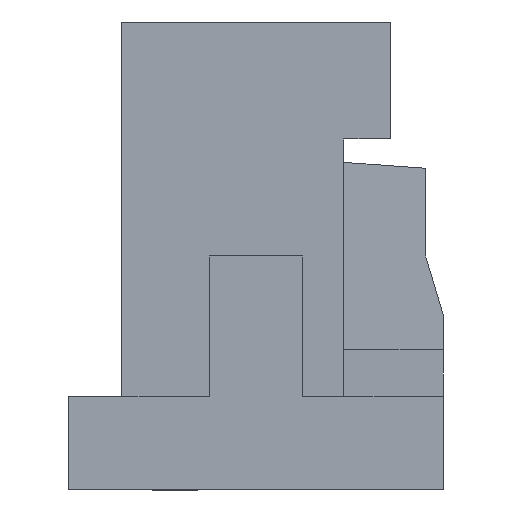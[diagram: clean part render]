
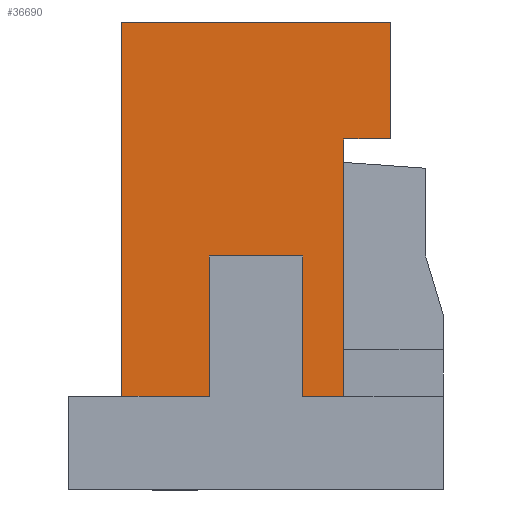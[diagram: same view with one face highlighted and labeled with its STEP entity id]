
A CAD part, left-side view. The second image highlights one B-rep face of the part: STEP entity #36690.
In plain terms, the highlighted planar face has unit normal (-1, 0, 0).
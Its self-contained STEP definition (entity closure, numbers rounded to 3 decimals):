
#4930=CARTESIAN_POINT('',(-2.131,-3.987,4.625));
#4940=DIRECTION('',(0.,-1.,0.));
#4950=VECTOR('',#4940,1.);
#4960=LINE('',#4930,#4950);
#4970=CARTESIAN_POINT('',(-2.131,-3.987,4.625));
#4980=VERTEX_POINT('',#4970);
#4990=CARTESIAN_POINT('',(-2.131,-6.287,4.625));
#5000=VERTEX_POINT('',#4990);
#5010=EDGE_CURVE('',#4980,#5000,#4960,.T.);
#11630=CARTESIAN_POINT('',(-2.131,-3.987,0.));
#11640=DIRECTION('',(0.,0.,-1.));
#11650=VECTOR('',#11640,1.);
#11660=LINE('',#11630,#11650);
#11670=CARTESIAN_POINT('',(-2.131,-3.987,1.425));
#11680=VERTEX_POINT('',#11670);
#11690=EDGE_CURVE('',#4980,#11680,#11660,.T.);
#15250=CARTESIAN_POINT('',(-2.131,-6.287,3.625));
#15260=VERTEX_POINT('',#15250);
#15510=CARTESIAN_POINT('',(-2.131,-5.887,3.625));
#15520=VERTEX_POINT('',#15510);
#15550=CARTESIAN_POINT('',(-2.131,0.,3.625));
#15560=DIRECTION('',(0.,1.,0.));
#15570=VECTOR('',#15560,1.);
#15580=LINE('',#15550,#15570);
#15590=EDGE_CURVE('',#15260,#15520,#15580,.T.);
#27040=CARTESIAN_POINT('',(-2.131,-5.887,1.425));
#27050=VERTEX_POINT('',#27040);
#27080=CARTESIAN_POINT('',(-2.131,-5.887,0.));
#27090=DIRECTION('',(0.,0.,1.));
#27100=VECTOR('',#27090,1.);
#27110=LINE('',#27080,#27100);
#27120=EDGE_CURVE('',#27050,#15520,#27110,.T.);
#28390=CARTESIAN_POINT('',(-2.131,-5.537,1.425));
#28400=VERTEX_POINT('',#28390);
#28450=CARTESIAN_POINT('',(-2.131,-5.887,1.425));
#28460=DIRECTION('',(0.,1.,0.));
#28470=VECTOR('',#28460,1.);
#28480=LINE('',#28450,#28470);
#28490=EDGE_CURVE('',#27050,#28400,#28480,.T.);
#28850=CARTESIAN_POINT('',(-2.131,-3.987,1.425));
#28860=DIRECTION('',(0.,-1.,0.));
#28870=VECTOR('',#28860,1.);
#28880=LINE('',#28850,#28870);
#28890=CARTESIAN_POINT('',(-2.131,-4.737,1.425));
#28900=VERTEX_POINT('',#28890);
#28910=EDGE_CURVE('',#11680,#28900,#28880,.T.);
#29160=CARTESIAN_POINT('',(-2.131,-4.737,0.));
#29170=DIRECTION('',(0.,0.,1.));
#29180=VECTOR('',#29170,1.);
#29190=LINE('',#29160,#29180);
#29200=CARTESIAN_POINT('',(-2.131,-4.737,2.625));
#29210=VERTEX_POINT('',#29200);
#29220=EDGE_CURVE('',#28900,#29210,#29190,.T.);
#29480=CARTESIAN_POINT('',(-2.131,0.,2.625));
#29490=DIRECTION('',(0.,-1.,0.));
#29500=VECTOR('',#29490,1.);
#29510=LINE('',#29480,#29500);
#29520=CARTESIAN_POINT('',(-2.131,-5.537,2.625));
#29530=VERTEX_POINT('',#29520);
#29540=EDGE_CURVE('',#29210,#29530,#29510,.T.);
#29860=CARTESIAN_POINT('',(-2.131,-5.537,0.));
#29870=DIRECTION('',(0.,0.,1.));
#29880=VECTOR('',#29870,1.);
#29890=LINE('',#29860,#29880);
#29900=EDGE_CURVE('',#28400,#29530,#29890,.T.);
#36470=CARTESIAN_POINT('',(-2.131,-3.987,1.725));
#36480=DIRECTION('',(1.,0.,0.));
#36490=DIRECTION('',(0.,0.,1.));
#36500=AXIS2_PLACEMENT_3D('',#36470,#36480,#36490);
#36510=PLANE('',#36500);
#36520=ORIENTED_EDGE('',*,*,#11690,.T.);
#36530=ORIENTED_EDGE('',*,*,#5010,.F.);
#36540=CARTESIAN_POINT('',(-2.131,-6.287,0.));
#36550=DIRECTION('',(0.,0.,-1.));
#36560=VECTOR('',#36550,1.);
#36570=LINE('',#36540,#36560);
#36580=EDGE_CURVE('',#5000,#15260,#36570,.T.);
#36590=ORIENTED_EDGE('',*,*,#36580,.F.);
#36600=ORIENTED_EDGE('',*,*,#15590,.F.);
#36610=ORIENTED_EDGE('',*,*,#27120,.T.);
#36620=ORIENTED_EDGE('',*,*,#28490,.F.);
#36630=ORIENTED_EDGE('',*,*,#29900,.F.);
#36640=ORIENTED_EDGE('',*,*,#29540,.T.);
#36650=ORIENTED_EDGE('',*,*,#29220,.T.);
#36660=ORIENTED_EDGE('',*,*,#28910,.T.);
#36670=EDGE_LOOP('',(#36660,#36650,#36640,#36630,#36620,#36610,#36600,
#36590,#36530,#36520));
#36680=FACE_OUTER_BOUND('',#36670,.T.);
#36690=ADVANCED_FACE('',(#36680),#36510,.F.);
